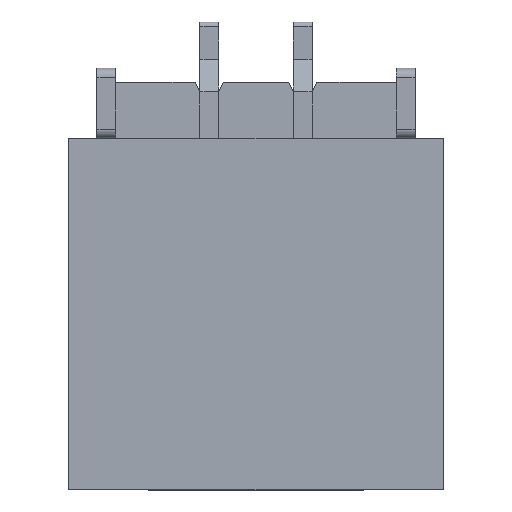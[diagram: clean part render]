
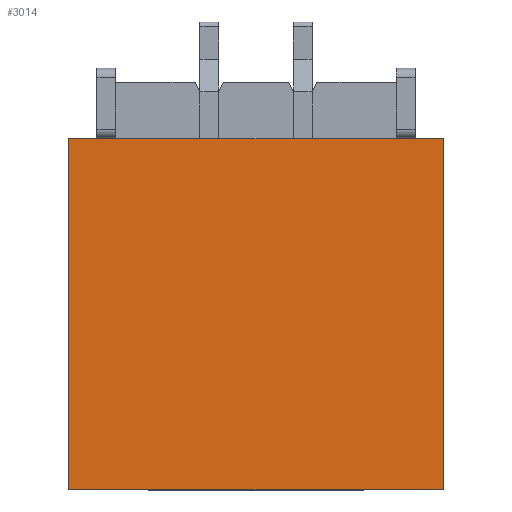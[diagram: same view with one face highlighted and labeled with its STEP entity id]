
A CAD part, top view. The second image highlights one B-rep face of the part: STEP entity #3014.
In plain terms, the highlighted planar face has unit normal (0, 0, 1).
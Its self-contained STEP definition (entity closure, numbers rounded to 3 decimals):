
#273=LINE('',#4661,#637);
#278=LINE('',#4671,#642);
#279=LINE('',#4673,#643);
#280=LINE('',#4675,#644);
#637=VECTOR('',#3767,1000.);
#642=VECTOR('',#3774,1000.);
#643=VECTOR('',#3777,1000.);
#644=VECTOR('',#3778,1000.);
#1149=ORIENTED_EDGE('',*,*,#1929,.T.);
#1150=ORIENTED_EDGE('',*,*,#1930,.F.);
#1151=ORIENTED_EDGE('',*,*,#1923,.F.);
#1152=ORIENTED_EDGE('',*,*,#1928,.T.);
#1923=EDGE_CURVE('',#2304,#2305,#273,.T.);
#1928=EDGE_CURVE('',#2304,#2308,#278,.T.);
#1929=EDGE_CURVE('',#2308,#2309,#279,.T.);
#1930=EDGE_CURVE('',#2305,#2309,#280,.T.);
#2304=VERTEX_POINT('',#4660);
#2305=VERTEX_POINT('',#4662);
#2308=VERTEX_POINT('',#4670);
#2309=VERTEX_POINT('',#4674);
#2596=EDGE_LOOP('',(#1149,#1150,#1151,#1152));
#2752=FACE_BOUND('',#2596,.T.);
#2886=PLANE('',#3237);
#3014=ADVANCED_FACE('',(#2752),#2886,.T.);
#3237=AXIS2_PLACEMENT_3D('',#4672,#3775,#3776);
#3767=DIRECTION('',(-1.,0.,0.));
#3774=DIRECTION('',(0.,1.,0.));
#3775=DIRECTION('',(0.,0.,1.));
#3776=DIRECTION('',(0.,-1.,0.));
#3777=DIRECTION('',(-1.,0.,0.));
#3778=DIRECTION('',(0.,1.,0.));
#4660=CARTESIAN_POINT('',(2.,-2.175,1.5));
#4661=CARTESIAN_POINT('',(2.,-2.175,1.5));
#4662=CARTESIAN_POINT('',(-2.,-2.175,1.5));
#4670=CARTESIAN_POINT('',(2.,1.575,1.5));
#4671=CARTESIAN_POINT('',(2.,-2.175,1.5));
#4672=CARTESIAN_POINT('',(2.,-2.175,1.5));
#4673=CARTESIAN_POINT('',(-2.,1.575,1.5));
#4674=CARTESIAN_POINT('',(-2.,1.575,1.5));
#4675=CARTESIAN_POINT('',(-2.,-2.175,1.5));
